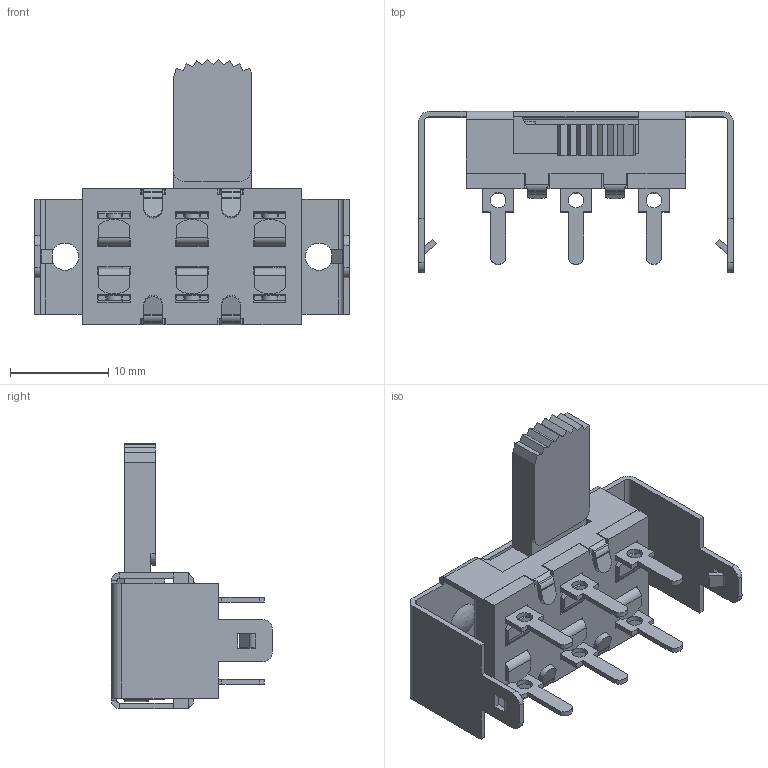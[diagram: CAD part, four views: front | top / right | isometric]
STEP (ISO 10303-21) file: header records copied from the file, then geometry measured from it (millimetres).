
FILE_DESCRIPTION(/* description */ (''),/* implementation_level */ '2;1');
FILE_NAME(/* name */ 'GG-387-0001_3D MODEL.stp',/* time_stamp */ '2023-09-25T13:25:52-04:00',/* author */ ('dwiltbank'),/* organization */ (''),/* preprocessor_version */ 'ST-DEVELOPER v19.2',/* originating_system */ 'Autodesk Inventor 2024',/* authorisation */ '');
FILE_SCHEMA (('AUTOMOTIVE_DESIGN { 1 0 10303 214 3 1 1 }'));
Length unit declared in the file: inch
Products named in the file (1): GG-387-0001_Simplify_1
Bounding box: 32 x 16.38 x 27 mm (x, y, z)
Volume: 2048.9 mm3; surface area: 4781.2 mm2
Topology: 1 solids, 1 shells, 661 faces, 2034 edges, 1326 vertices
Faces by surface type: plane 469, cylinder 162, sphere 16, bspline 14
Full cylindrical faces by diameter (mm): 0.381 x4, 1.397 x2, 1.575 x6, 1.727 x4, 2.769 x2
Entity records: 23921 total; most frequent: CARTESIAN_POINT 4570, ORIENTED_EDGE 4060, DIRECTION 3717, EDGE_CURVE 2030, LINE 1579, VECTOR 1579, VERTEX_POINT 1326, AXIS2_PLACEMENT_3D 1069
